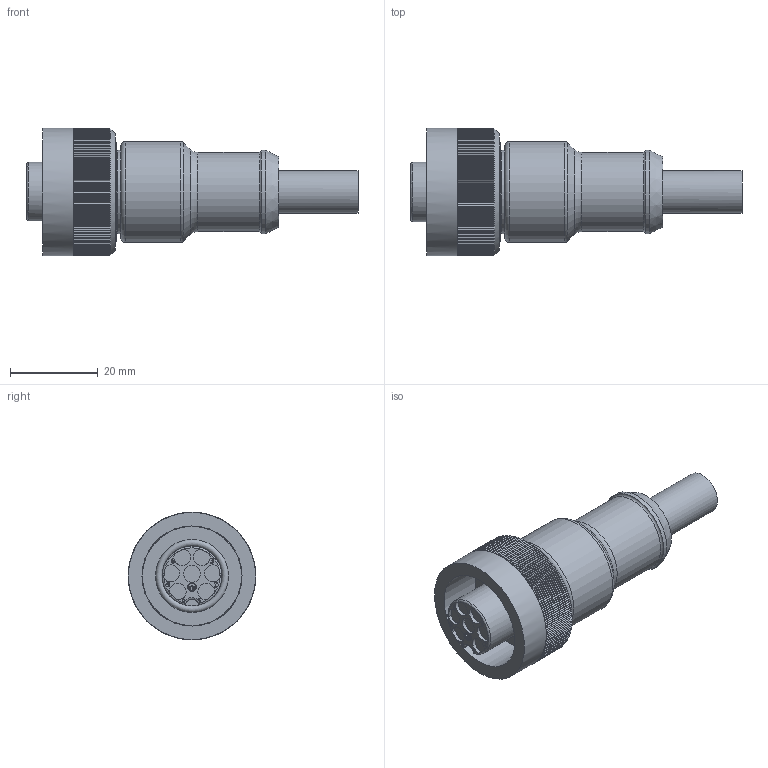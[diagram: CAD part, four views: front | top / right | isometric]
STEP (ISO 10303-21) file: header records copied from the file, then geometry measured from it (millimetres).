
FILE_DESCRIPTION(/* description */ (''),/* implementation_level */ '2;1');
FILE_NAME(/* name */ '79-0236-XXX-07_001_01.stp',/* time_stamp */ '2014-09-17T11:14:32+02:00',/* author */ (''),/* organization */ (''),/* preprocessor_version */ 'ST-DEVELOPER v14',/* originating_system */ 'SIEMENS PLM Software NX 8.0',/* authorisation */ '');
FILE_SCHEMA (('AUTOMOTIVE_DESIGN { 1 0 10303 214 3 1 1 1 }'));
Length unit declared in the file: millimetre
Products named in the file (1): sach0958D30917k5
Bounding box: 75.6 x 29 x 29 mm (x, y, z)
Volume: 21726 mm3; surface area: 8541.5 mm2
Topology: 2 solids, 2 shells, 703 faces, 2041 edges, 1351 vertices
Faces by surface type: plane 626, extrusion 28, cylinder 26, torus 13, cone 8, bspline 2
Full cylindrical faces by diameter (mm): 1.7 x1, 2 x1, 3.8 x1, 9.7 x1, 13.6 x1, 18 x1, 19 x2, 22.6 x1, 22.8 x1, 23 x1, 24.7 x1, 29 x1
Entity records: 24175 total; most frequent: CARTESIAN_POINT 6206, ORIENTED_EDGE 4016, DIRECTION 3379, EDGE_CURVE 2008, VERTEX_POINT 1346, AXIS2_PLACEMENT_3D 1141, VECTOR 1097, LINE 1069
